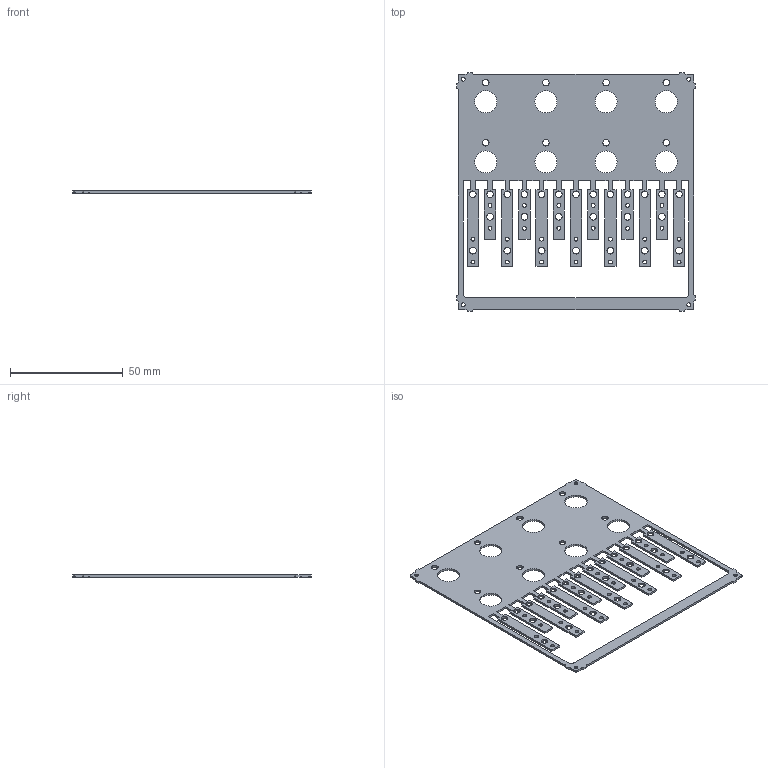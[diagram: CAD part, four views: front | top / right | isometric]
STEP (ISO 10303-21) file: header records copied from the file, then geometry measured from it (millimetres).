
FILE_DESCRIPTION(('KiCad electronic assembly'),'2;1');
FILE_NAME('FP-OCTV-3D.step','2026-01-14T11:12:33',('Pcbnew'),('Kicad'), 'Open CASCADE STEP processor 7.8','KiCad to STEP converter','Unknown' );
FILE_SCHEMA(('AUTOMOTIVE_DESIGN { 1 0 10303 214 1 1 1 1 }'));
Length unit declared in the file: millimetre
Products named in the file (2): FP-OCTV-3D 1; kibot_3_w40qyz_PCB
Assembly tree (1 placements, depth 2):
  FP-OCTV-3D 1
    kibot_3_w40qyz_PCB
Bounding box: 105.6 x 105.6 x 0.91 mm (x, y, z)
Volume: 6137.2 mm3; surface area: 15641.4 mm2
Topology: 1 solids, 1 shells, 264 faces, 786 edges, 524 vertices
Faces by surface type: plane 147, cylinder 117
Full cylindrical faces by diameter (mm): 1.7 x26, 1.75 x4, 2.9 x21, 3 x13
Entity records: 9233 total; most frequent: CARTESIAN_POINT 1576, ORIENTED_EDGE 1572, DIRECTION 1552, EDGE_CURVE 786, LINE 552, VECTOR 552, VERTEX_POINT 524, AXIS2_PLACEMENT_3D 500
